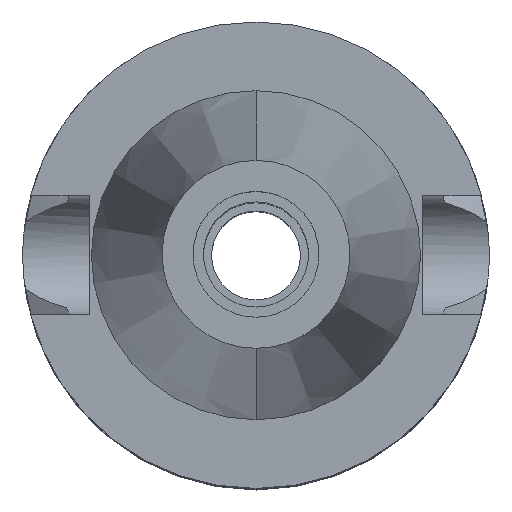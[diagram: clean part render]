
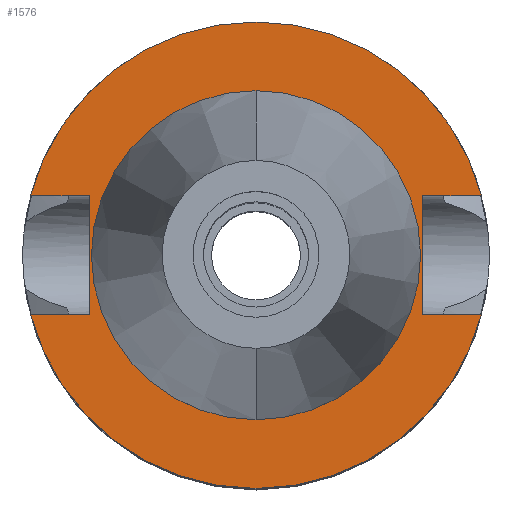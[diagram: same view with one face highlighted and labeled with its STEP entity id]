
A CAD part, top view. The second image highlights one B-rep face of the part: STEP entity #1576.
In plain terms, the highlighted planar face has unit normal (0, 0, 1).
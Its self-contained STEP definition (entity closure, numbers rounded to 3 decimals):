
#94=DIRECTION('',(0.,1.,0.));
#95=VECTOR('',#94,16.1);
#96=CARTESIAN_POINT('',(-22.5,-8.05,-1.));
#97=LINE('',#96,#95);
#101=DIRECTION('',(-1.,0.,0.));
#102=VECTOR('',#101,7.954);
#103=CARTESIAN_POINT('',(-22.5,8.05,-1.));
#104=LINE('',#103,#102);
#108=CARTESIAN_POINT('',(0.,0.,-1.));
#109=DIRECTION('',(0.,0.,-1.));
#110=DIRECTION('',(-0.967,0.256,0.));
#111=AXIS2_PLACEMENT_3D('',#108,#109,#110);
#116=CARTESIAN_POINT('',(0.,0.,-1.));
#117=DIRECTION('',(0.,0.,-1.));
#118=DIRECTION('',(0.,1.,0.));
#119=AXIS2_PLACEMENT_3D('',#116,#117,#118);
#124=DIRECTION('',(0.,-1.,0.));
#125=VECTOR('',#124,16.1);
#126=CARTESIAN_POINT('',(22.5,8.05,-1.));
#127=LINE('',#126,#125);
#131=DIRECTION('',(1.,0.,0.));
#132=VECTOR('',#131,7.954);
#133=CARTESIAN_POINT('',(22.5,-8.05,-1.));
#134=LINE('',#133,#132);
#138=CARTESIAN_POINT('',(0.,0.,-1.));
#139=DIRECTION('',(0.,0.,-1.));
#140=DIRECTION('',(0.967,-0.256,0.));
#141=AXIS2_PLACEMENT_3D('',#138,#139,#140);
#146=CARTESIAN_POINT('',(0.,0.,-1.));
#147=DIRECTION('',(0.,0.,-1.));
#148=DIRECTION('',(0.,-1.,0.));
#149=AXIS2_PLACEMENT_3D('',#146,#147,#148);
#154=CARTESIAN_POINT('',(0.,0.,-1.));
#155=DIRECTION('',(0.,0.,1.));
#156=DIRECTION('',(0.,-1.,0.));
#157=AXIS2_PLACEMENT_3D('',#154,#155,#156);
#162=CARTESIAN_POINT('',(0.,0.,-1.));
#163=DIRECTION('',(0.,0.,1.));
#164=DIRECTION('',(0.,1.,0.));
#165=AXIS2_PLACEMENT_3D('',#162,#163,#164);
#200=DIRECTION('',(-1.,0.,0.));
#201=VECTOR('',#200,7.954);
#202=CARTESIAN_POINT('',(-22.5,-8.05,-1.));
#203=LINE('',#202,#201);
#337=DIRECTION('',(1.,0.,0.));
#338=VECTOR('',#337,7.954);
#339=CARTESIAN_POINT('',(22.5,8.05,-1.));
#340=LINE('',#339,#338);
#1433=CARTESIAN_POINT('',(-22.5,-8.05,-1.));
#1434=VERTEX_POINT('',#1433);
#1435=CARTESIAN_POINT('',(-30.454,-8.05,-1.));
#1436=VERTEX_POINT('',#1435);
#1439=CARTESIAN_POINT('',(-22.5,8.05,-1.));
#1440=VERTEX_POINT('',#1439);
#1441=CARTESIAN_POINT('',(-30.454,8.05,-1.));
#1442=VERTEX_POINT('',#1441);
#1443=CARTESIAN_POINT('',(0.,31.5,-1.));
#1444=CARTESIAN_POINT('',(30.454,8.05,-1.));
#1445=VERTEX_POINT('',#1443);
#1446=VERTEX_POINT('',#1444);
#1447=CARTESIAN_POINT('',(22.5,8.05,-1.));
#1448=VERTEX_POINT('',#1447);
#1449=CARTESIAN_POINT('',(22.5,-8.05,-1.));
#1450=VERTEX_POINT('',#1449);
#1451=CARTESIAN_POINT('',(30.454,-8.05,-1.));
#1452=VERTEX_POINT('',#1451);
#1453=CARTESIAN_POINT('',(0.,-31.5,-1.));
#1454=VERTEX_POINT('',#1453);
#1455=CARTESIAN_POINT('',(0.,-22.225,-1.));
#1456=CARTESIAN_POINT('',(0.,22.225,-1.));
#1457=VERTEX_POINT('',#1455);
#1458=VERTEX_POINT('',#1456);
#1545=CARTESIAN_POINT('',(0.,0.,-1.));
#1546=DIRECTION('',(0.,0.,-1.));
#1547=DIRECTION('',(0.,-1.,0.));
#1548=AXIS2_PLACEMENT_3D('',#1545,#1546,#1547);
#1549=PLANE('',#1548);
#1551=ORIENTED_EDGE('',*,*,#1550,.T.);
#1553=ORIENTED_EDGE('',*,*,#1552,.T.);
#1555=ORIENTED_EDGE('',*,*,#1554,.T.);
#1557=ORIENTED_EDGE('',*,*,#1556,.T.);
#1559=ORIENTED_EDGE('',*,*,#1558,.F.);
#1561=ORIENTED_EDGE('',*,*,#1560,.T.);
#1563=ORIENTED_EDGE('',*,*,#1562,.T.);
#1565=ORIENTED_EDGE('',*,*,#1564,.T.);
#1567=ORIENTED_EDGE('',*,*,#1566,.T.);
#1569=ORIENTED_EDGE('',*,*,#1568,.F.);
#1570=EDGE_LOOP('',(#1551,#1553,#1555,#1557,#1559,#1561,#1563,#1565,#1567,
#1569));
#1571=FACE_OUTER_BOUND('',#1570,.F.);
#1572=ORIENTED_EDGE('',*,*,#1524,.T.);
#1573=ORIENTED_EDGE('',*,*,#1540,.T.);
#1574=EDGE_LOOP('',(#1572,#1573));
#1575=FACE_BOUND('',#1574,.F.);
#112=CIRCLE('',#111,31.5);
#120=CIRCLE('',#119,31.5);
#142=CIRCLE('',#141,31.5);
#150=CIRCLE('',#149,31.5);
#158=CIRCLE('',#157,22.225);
#166=CIRCLE('',#165,22.225);
#1524=EDGE_CURVE('',#1457,#1458,#158,.T.);
#1540=EDGE_CURVE('',#1458,#1457,#166,.T.);
#1550=EDGE_CURVE('',#1434,#1440,#97,.T.);
#1552=EDGE_CURVE('',#1440,#1442,#104,.T.);
#1554=EDGE_CURVE('',#1442,#1445,#112,.T.);
#1556=EDGE_CURVE('',#1445,#1446,#120,.T.);
#1558=EDGE_CURVE('',#1448,#1446,#340,.T.);
#1560=EDGE_CURVE('',#1448,#1450,#127,.T.);
#1562=EDGE_CURVE('',#1450,#1452,#134,.T.);
#1564=EDGE_CURVE('',#1452,#1454,#142,.T.);
#1566=EDGE_CURVE('',#1454,#1436,#150,.T.);
#1568=EDGE_CURVE('',#1434,#1436,#203,.T.);
#1576=ADVANCED_FACE('',(#1571,#1575),#1549,.F.);
